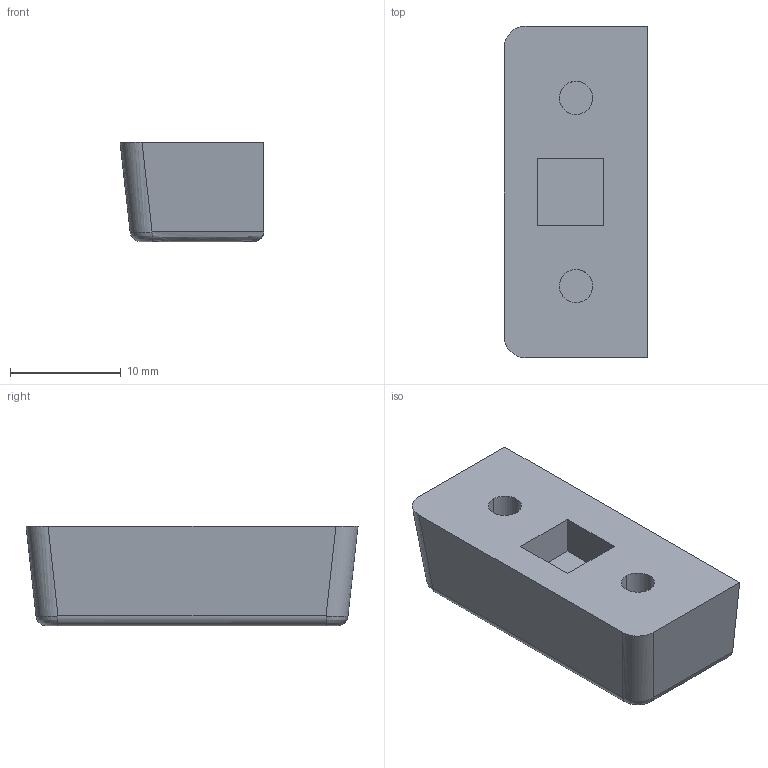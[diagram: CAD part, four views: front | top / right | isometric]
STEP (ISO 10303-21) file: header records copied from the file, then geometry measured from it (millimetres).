
FILE_DESCRIPTION((''),'2;1');
FILE_NAME('','2005-12-15T09:37:34',(''),(''),'','CADfix','');
FILE_SCHEMA(('AUTOMOTIVE_DESIGN'));
Length unit declared in the file: millimetre
Products named in the file (1): rubber pad
Bounding box: 13 x 30 x 9 mm (x, y, z)
Volume: 3052.1 mm3; surface area: 1587.9 mm2
Topology: 1 solids, 1 shells, 25 faces, 64 edges, 44 vertices
Faces by surface type: bspline 25
Entity records: 817 total; most frequent: CARTESIAN_POINT 429, ORIENTED_EDGE 128, EDGE_CURVE 64, VERTEX_POINT 44, QUASI_UNIFORM_CURVE 34, EDGE_LOOP 28, FACE_OUTER_BOUND 25, ADVANCED_FACE 25
